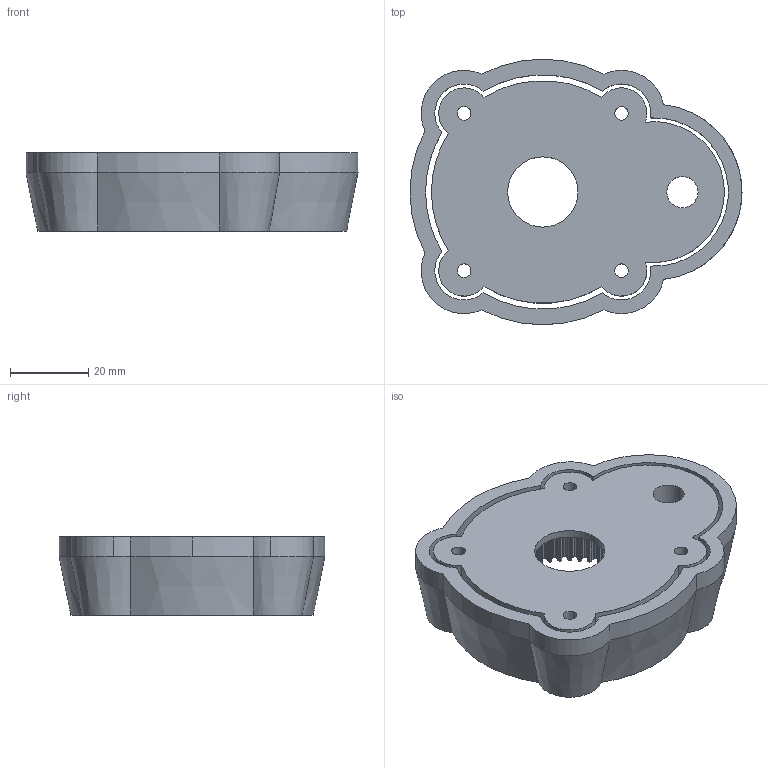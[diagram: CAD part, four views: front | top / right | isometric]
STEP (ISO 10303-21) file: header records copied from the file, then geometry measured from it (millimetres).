
FILE_DESCRIPTION (( 'STEP AP214' ), '1' );
FILE_NAME ('Planetary_Bell_Module_Bottom_V2B.STEP', '2023-02-21T02:04:50', ( '' ), ( '' ), 'SwSTEP 2.0', 'SolidWorks 2013', '' );
FILE_SCHEMA (( 'AUTOMOTIVE_DESIGN' ));
Length unit declared in the file: millimetre
Products named in the file (1): Planetary_Bell_Module_Bottom_V2B
Bounding box: 85 x 68 x 20 mm (x, y, z)
Volume: 43408.2 mm3; surface area: 28765.8 mm2
Topology: 2 solids, 2 shells, 679 faces, 2015 edges, 1341 vertices
Faces by surface type: cylinder 477, plane 191, cone 11
Entity records: 23286 total; most frequent: DIRECTION 4327, CARTESIAN_POINT 4079, ORIENTED_EDGE 4030, EDGE_CURVE 2015, AXIS2_PLACEMENT_3D 1645, VERTEX_POINT 1341, VECTOR 1037, LINE 1037
